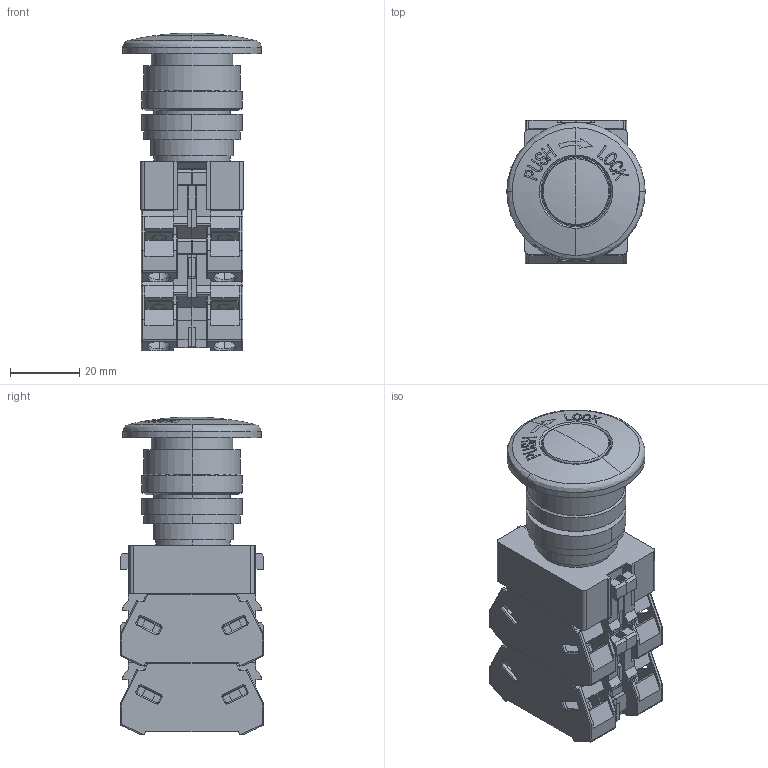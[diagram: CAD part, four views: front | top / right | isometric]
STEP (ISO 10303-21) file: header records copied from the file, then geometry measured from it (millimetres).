
FILE_DESCRIPTION (( 'STEP AP214' ), '1' );
FILE_NAME ('09_AJW4xx$.STEP', '2021-01-15T07:52:31', ( 'IDEC' ), ( 'IDEC' ), 'SwSTEP 2.0', 'SolidWorks 2019', '' );
FILE_SCHEMA (( 'AUTOMOTIVE_DESIGN' ));
Length unit declared in the file: millimetre
Products named in the file (6): TW-BODY2; TW-ADJUSTMENT-RING; TW-LARGE-SIZE-HANDLE-J-2; HW-Uxx(R); TW-RING; 09_AJW4xx$
Assembly tree (8 placements, depth 2):
  09_AJW4xx$
    TW-BODY2
    TW-LARGE-SIZE-HANDLE-J-2
    TW-RING
    TW-ADJUSTMENT-RING
    HW-Uxx(R)  x4
Bounding box: 40 x 41.4 x 91.9 mm (x, y, z)
Volume: 72774.8 mm3; surface area: 32001.7 mm2
Topology: 8 solids, 8 shells, 1348 faces, 3708 edges, 2385 vertices
Faces by surface type: plane 750, cylinder 300, bspline 274, cone 24
Entity records: 26961 total; most frequent: CARTESIAN_POINT 13997, ORIENTED_EDGE 2972, DIRECTION 2142, EDGE_CURVE 1486, VERTEX_POINT 969, LINE 896, VECTOR 896, AXIS2_PLACEMENT_3D 623
